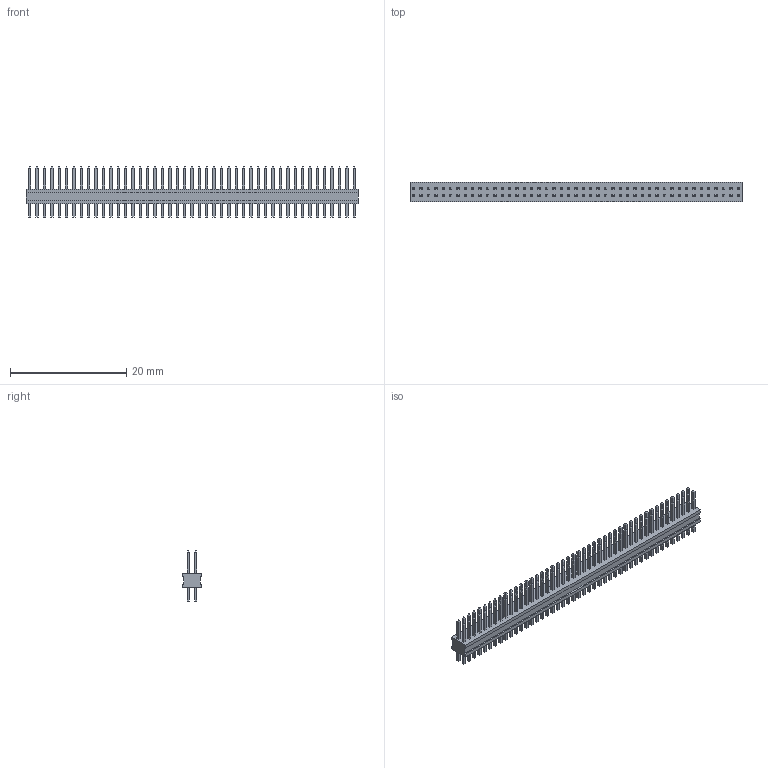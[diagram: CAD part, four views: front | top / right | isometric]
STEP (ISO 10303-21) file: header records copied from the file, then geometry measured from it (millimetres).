
FILE_DESCRIPTION(('FreeCAD Model'),'2;1');
FILE_NAME('Open CASCADE Shape Model','2025-01-15T15:29:20',(''),(''), 'Open CASCADE STEP processor 7.8','FreeCAD','Unknown');
FILE_SCHEMA(('AUTOMOTIVE_DESIGN { 1 0 10303 214 1 1 1 1 }'));
Length unit declared in the file: millimetre
Products named in the file (4): FTSH-145-04-L-D; FTSH-145-04-L-D_body; FTSH-145-04-L-D_pins1; FTSH-145-04-L-D_pins2
Assembly tree (3 placements, depth 2):
  FTSH-145-04-L-D
    FTSH-145-04-L-D_body
    FTSH-145-04-L-D_pins1
    FTSH-145-04-L-D_pins2
Bounding box: 57.15 x 3.43 x 8.61 mm (x, y, z)
Volume: 561.9 mm3; surface area: 2395.7 mm2
Topology: 3 solids, 3 shells, 1636 faces, 4530 edges, 2900 vertices
Faces by surface type: plane 1636
Entity records: 51067 total; most frequent: CARTESIAN_POINT 9070, ORIENTED_EDGE 9060, DIRECTION 7810, EDGE_CURVE 4530, LINE 4530, VECTOR 4530, VERTEX_POINT 2900, FACE_BOUND 1816
